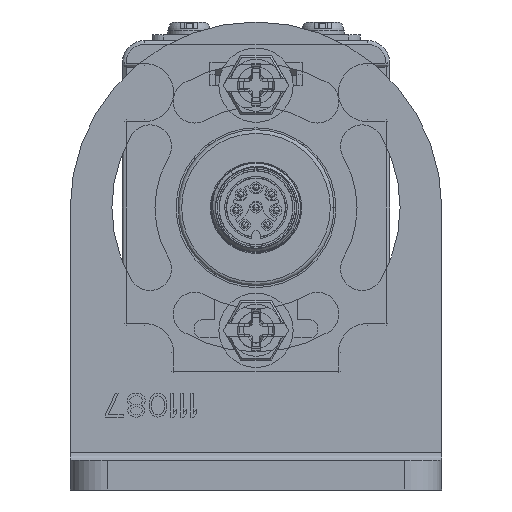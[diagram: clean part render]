
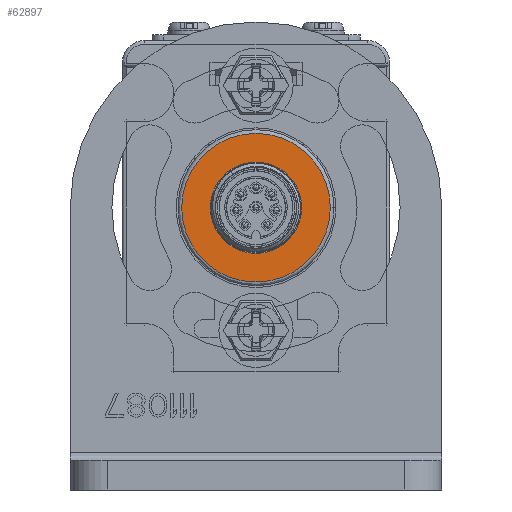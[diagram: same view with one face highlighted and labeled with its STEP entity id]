
A CAD part, front view. The second image highlights one B-rep face of the part: STEP entity #62897.
In plain terms, the highlighted face is planar.
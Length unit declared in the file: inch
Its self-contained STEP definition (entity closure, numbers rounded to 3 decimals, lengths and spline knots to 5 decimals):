
#59724=CARTESIAN_POINT('',(0.,22.5,4.));
#59725=DIRECTION('',(0.,0.,1.));
#59726=DIRECTION('',(1.,0.,0.));
#59727=AXIS2_PLACEMENT_3D('',#59724,#59725,#59726);
#59739=CARTESIAN_POINT('',(0.,22.5,4.));
#59740=DIRECTION('',(0.,0.,1.));
#59741=DIRECTION('',(1.,0.,0.));
#59742=AXIS2_PLACEMENT_3D('',#59739,#59740,#59741);
#59744=CARTESIAN_POINT('',(0.,22.5,4.));
#59745=DIRECTION('',(0.,0.,1.));
#59746=DIRECTION('',(-1.,0.,0.));
#59747=AXIS2_PLACEMENT_3D('',#59744,#59745,#59746);
#59749=CARTESIAN_POINT('',(0.,22.5,4.));
#59750=DIRECTION('',(0.,0.,1.));
#59751=DIRECTION('',(-1.,0.,0.));
#59752=AXIS2_PLACEMENT_3D('',#59749,#59750,#59751);
#61398=CARTESIAN_POINT('',(6.15,22.5,4.));
#61399=CARTESIAN_POINT('',(-6.15,22.5,4.));
#61400=VERTEX_POINT('',#61398);
#61401=VERTEX_POINT('',#61399);
#61706=CARTESIAN_POINT('',(10.,22.5,4.));
#61707=CARTESIAN_POINT('',(-10.,22.5,4.));
#61708=VERTEX_POINT('',#61706);
#61709=VERTEX_POINT('',#61707);
#62881=CARTESIAN_POINT('',(0.,0.,4.));
#62882=DIRECTION('',(0.,0.,1.));
#62883=DIRECTION('',(1.,0.,0.));
#62884=AXIS2_PLACEMENT_3D('',#62881,#62882,#62883);
#62885=PLANE('',#62884);
#62886=ORIENTED_EDGE('',*,*,#62871,.F.);
#62888=ORIENTED_EDGE('',*,*,#62887,.F.);
#62889=EDGE_LOOP('',(#62886,#62888));
#62890=FACE_OUTER_BOUND('',#62889,.F.);
#62892=ORIENTED_EDGE('',*,*,#62891,.T.);
#62894=ORIENTED_EDGE('',*,*,#62893,.T.);
#62895=EDGE_LOOP('',(#62892,#62894));
#62896=FACE_BOUND('',#62895,.F.);
#62897=ADVANCED_FACE('',(#62890,#62896),#62885,.T.);
#59728=CIRCLE('',#59727,10.);
#59743=CIRCLE('',#59742,6.15);
#59748=CIRCLE('',#59747,6.15);
#59753=CIRCLE('',#59752,10.);
#62871=EDGE_CURVE('',#61708,#61709,#59728,.T.);
#62887=EDGE_CURVE('',#61709,#61708,#59753,.T.);
#62891=EDGE_CURVE('',#61400,#61401,#59743,.T.);
#62893=EDGE_CURVE('',#61401,#61400,#59748,.T.);
